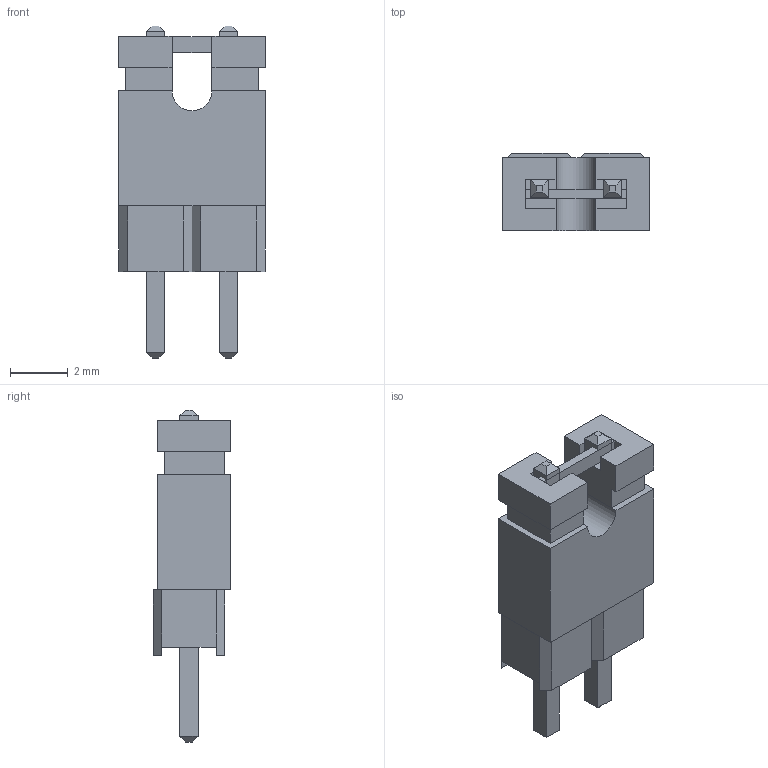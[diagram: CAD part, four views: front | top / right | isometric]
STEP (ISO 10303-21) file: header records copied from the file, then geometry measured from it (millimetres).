
FILE_DESCRIPTION (( 'STEP AP214' ), '1' );
FILE_NAME ('Jumper 2-way.STEP', '2018-03-15T05:03:22', ( '' ), ( '' ), 'SwSTEP 2.0', 'SolidWorks 2014', '' );
FILE_SCHEMA (( 'AUTOMOTIVE_DESIGN' ));
Length unit declared in the file: inch
Products named in the file (4): Jumper; User Library-Header_Male_2Pin_BodyArray; User Library-Header_Male_2Pin_PinArray; Jumper 2-way
Assembly tree (3 placements, depth 2):
  Jumper 2-way
    User Library-Header_Male_2Pin_PinArray
    User Library-Header_Male_2Pin_BodyArray
    Jumper
Bounding box: 5.08 x 2.7 x 11.54 mm (x, y, z)
Volume: 86 mm3; surface area: 303.8 mm2
Topology: 5 solids, 5 shells, 115 faces, 284 edges, 180 vertices
Faces by surface type: plane 114, cylinder 1
Entity records: 4999 total; most frequent: CARTESIAN_POINT 585, ORIENTED_EDGE 568, DIRECTION 528, EDGE_CURVE 284, LINE 282, VECTOR 282, VERTEX_POINT 180, UNCERTAINTY_MEASURE_WITH_UNIT 127
